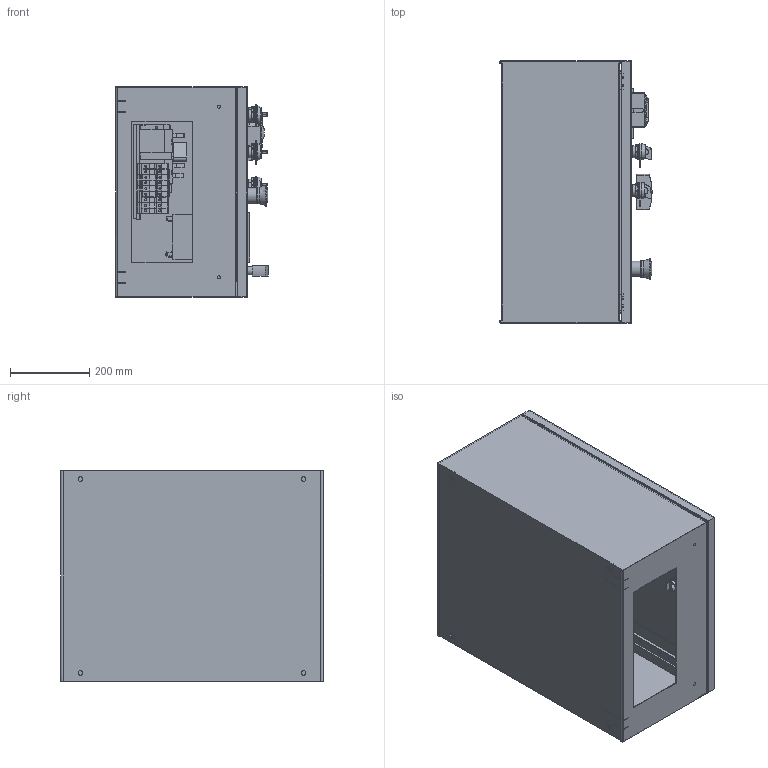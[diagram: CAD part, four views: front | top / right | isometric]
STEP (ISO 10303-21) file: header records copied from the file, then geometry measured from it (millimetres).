
FILE_DESCRIPTION(('FreeCAD Model'),'2;1');
FILE_NAME('Open CASCADE Shape Model','2025-04-17T14:59:45',('FreeCAD'),( 'FreeCAD'),'Open CASCADE STEP processor 7.6','FreeCAD','Unknown');
FILE_SCHEMA(('AUTOMOTIVE_DESIGN { 1 0 10303 214 1 1 1 1 }'));
Products named in the file (1): Open CASCADE STEP translator 7.6 1
Bounding box: 384.54 x 663.01 x 530.41 mm (x, y, z)
Volume: 11096021 mm3; surface area: 4488381.1 mm2
Topology: 52 solids, 52 shells, 4925 faces, 13014 edges, 8660 vertices
Faces by surface type: bspline 4925
Entity records: 152315 total; most frequent: CARTESIAN_POINT 75653, ORIENTED_EDGE 26008, EDGE_CURVE 13004, B_SPLINE_CURVE_WITH_KNOTS 9441, VERTEX_POINT 8660, FACE_BOUND 5564, EDGE_LOOP 5564, ADVANCED_FACE 4922
